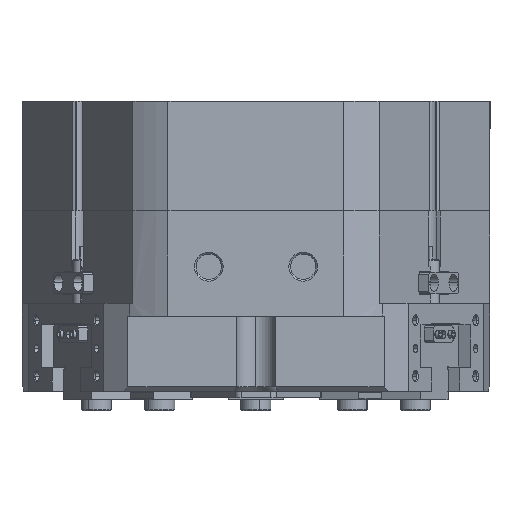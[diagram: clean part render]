
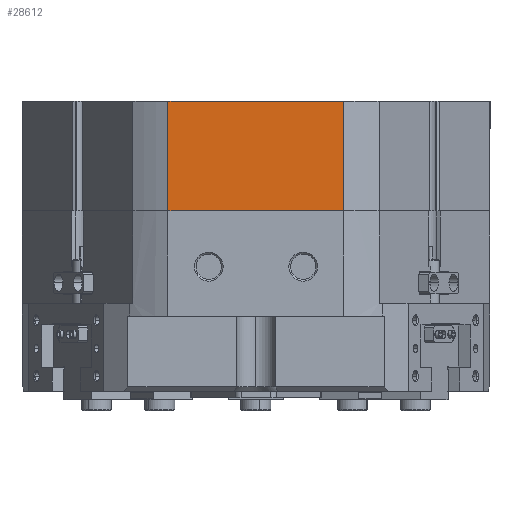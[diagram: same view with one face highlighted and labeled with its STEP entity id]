
A CAD part, left-side view. The second image highlights one B-rep face of the part: STEP entity #28612.
In plain terms, the highlighted face is planar.
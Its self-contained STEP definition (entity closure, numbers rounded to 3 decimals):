
#643 = CARTESIAN_POINT ( 'NONE',  ( -40.988, 101., -1. ) ) ;
#1091 = DIRECTION ( 'NONE',  ( 1., 0., 0. ) ) ;
#2250 = CARTESIAN_POINT ( 'NONE',  ( -40.988, 101., 50. ) ) ;
#2470 = CARTESIAN_POINT ( 'NONE',  ( 55.223, 101., 50. ) ) ;
#4102 = VERTEX_POINT ( 'NONE', #2250 ) ;
#4505 = CARTESIAN_POINT ( 'NONE',  ( -40.988, 101., -1. ) ) ;
#5899 = DIRECTION ( 'NONE',  ( 0., 0., -1. ) ) ;
#6541 = EDGE_CURVE ( 'NONE', #12531, #4102, #10780, .T. ) ;
#6842 = VERTEX_POINT ( 'NONE', #4505 ) ;
#8997 = CARTESIAN_POINT ( 'NONE',  ( 55.223, 101., 50.001 ) ) ;
#10511 = VECTOR ( 'NONE', #28348, 1000. ) ;
#10780 = LINE ( 'NONE', #2470, #18130 ) ;
#12531 = VERTEX_POINT ( 'NONE', #20018 ) ;
#14807 = DIRECTION ( 'NONE',  ( 0., 0., 1. ) ) ;
#18130 = VECTOR ( 'NONE', #39317, 1000. ) ;
#18318 = CARTESIAN_POINT ( 'NONE',  ( 40.988, 101., 50. ) ) ;
#19475 = LINE ( 'NONE', #18318, #10511 ) ;
#19590 = PLANE ( 'NONE',  #41574 ) ;
#20018 = CARTESIAN_POINT ( 'NONE',  ( 40.988, 101., 50. ) ) ;
#20211 = VECTOR ( 'NONE', #14807, 1000. ) ;
#20434 = CARTESIAN_POINT ( 'NONE',  ( -40.988, 101., 50. ) ) ;
#21779 = LINE ( 'NONE', #643, #32300 ) ;
#22041 = VERTEX_POINT ( 'NONE', #36251 ) ;
#23022 = EDGE_CURVE ( 'NONE', #12531, #22041, #19475, .T. ) ;
#25827 = DIRECTION ( 'NONE',  ( 0., -1., 0. ) ) ;
#28348 = DIRECTION ( 'NONE',  ( 0., 0., -1. ) ) ;
#28612 = ADVANCED_FACE ( 'NONE', ( #41249 ), #19590, .F. ) ;
#29292 = ORIENTED_EDGE ( 'NONE', *, *, #6541, .F. ) ;
#30671 = EDGE_LOOP ( 'NONE', ( #32131, #29292, #42722, #37957 ) ) ;
#32131 = ORIENTED_EDGE ( 'NONE', *, *, #43388, .T. ) ;
#32300 = VECTOR ( 'NONE', #1091, 1000. ) ;
#35001 = LINE ( 'NONE', #20434, #20211 ) ;
#35659 = EDGE_CURVE ( 'NONE', #6842, #22041, #21779, .T. ) ;
#36251 = CARTESIAN_POINT ( 'NONE',  ( 40.988, 101., -1. ) ) ;
#37957 = ORIENTED_EDGE ( 'NONE', *, *, #35659, .F. ) ;
#39317 = DIRECTION ( 'NONE',  ( -1., 0., 0. ) ) ;
#41249 = FACE_OUTER_BOUND ( 'NONE', #30671, .T. ) ;
#41574 = AXIS2_PLACEMENT_3D ( 'NONE', #8997, #25827, #5899 ) ;
#42722 = ORIENTED_EDGE ( 'NONE', *, *, #23022, .T. ) ;
#43388 = EDGE_CURVE ( 'NONE', #6842, #4102, #35001, .T. ) ;
